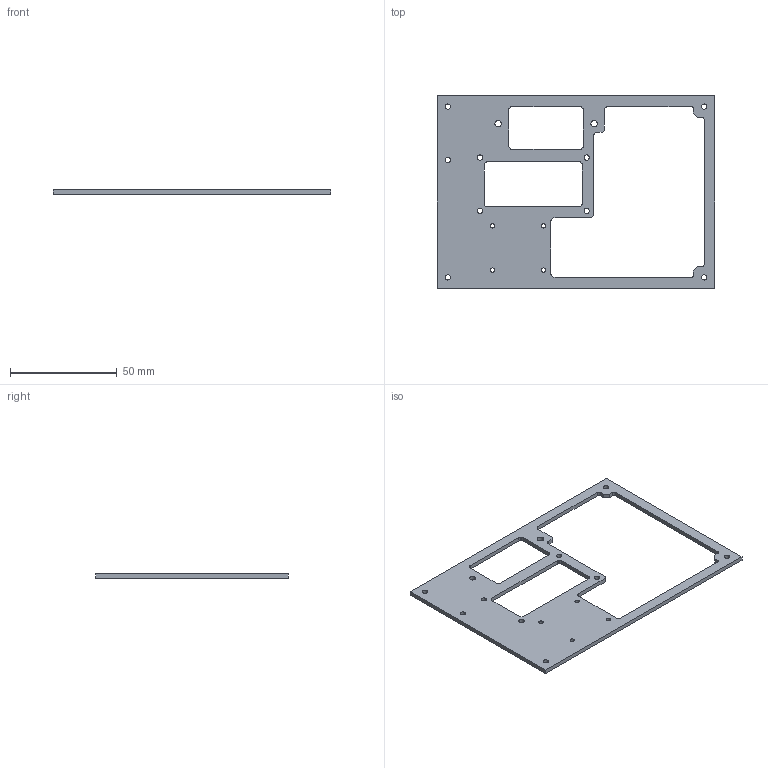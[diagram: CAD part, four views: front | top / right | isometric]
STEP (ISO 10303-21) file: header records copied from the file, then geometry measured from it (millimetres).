
FILE_DESCRIPTION( ( 'STEP AP203' ), '1' );
FILE_NAME( ' ', ' ', ( ' ' ), ( ' ' ), 'PSStep 10.0', ' ', ' ' );
FILE_SCHEMA( ( 'CONFIG_CONTROL_DESIGN' ) );
Length unit declared in the file: millimetre
Products named in the file (1): 1
Bounding box: 130 x 90 x 2 mm (x, y, z)
Volume: 10755.3 mm3; surface area: 12933 mm2
Topology: 1 solids, 1 shells, 85 faces, 249 edges, 166 vertices
Faces by surface type: cylinder 43, plane 42
Full cylindrical faces by diameter (mm): 2 x4, 2.5 x9, 3 x2
Entity records: 2890 total; most frequent: DIRECTION 492, CARTESIAN_POINT 486, ORIENTED_EDGE 468, EDGE_CURVE 234, AXIS2_PLACEMENT_3D 172, VERTEX_POINT 166, LINE 148, VECTOR 148
